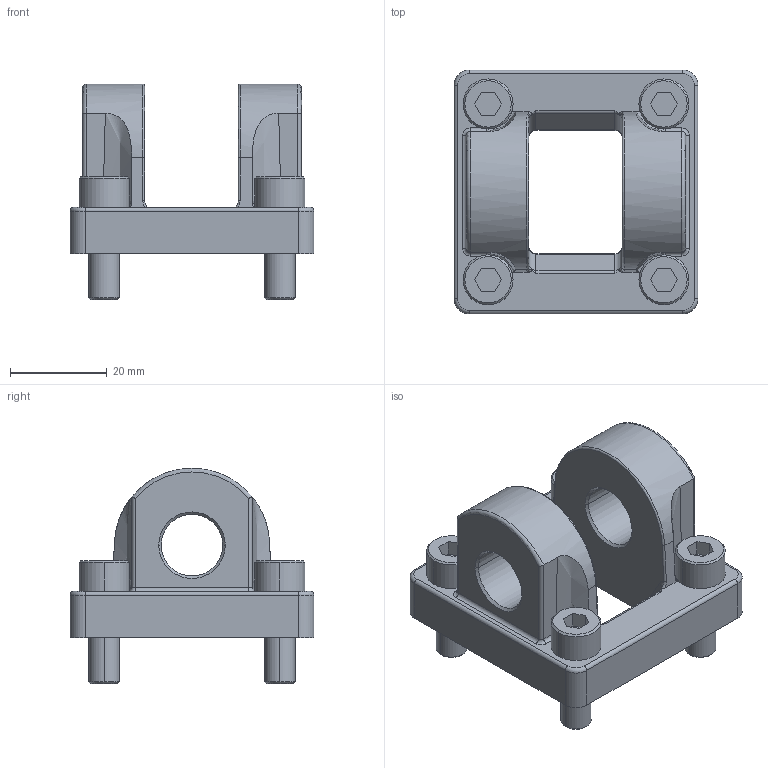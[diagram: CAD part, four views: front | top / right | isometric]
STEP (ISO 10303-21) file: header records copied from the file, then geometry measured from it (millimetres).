
FILE_DESCRIPTION (( 'STEP AP203' ), '1' );
FILE_NAME ('D2SPC-1.step', '2020-09-03T19:33:46', ( '' ), ( '' ), 'SwSTEP 2.0', 'SolidWorks 2019', '' );
FILE_SCHEMA (( 'CONFIG_CONTROL_DESIGN' ));
Length unit declared in the file: inch
Products named in the file (1): D2SPC-1
Bounding box: 50.29 x 50.29 x 44.45 mm (x, y, z)
Volume: 34627 mm3; surface area: 14447.1 mm2
Topology: 5 solids, 5 shells, 182 faces, 424 edges, 260 vertices
Faces by surface type: cylinder 64, plane 62, cone 24, torus 20, bspline 12
Entity records: 5839 total; most frequent: CARTESIAN_POINT 1583, DIRECTION 894, ORIENTED_EDGE 848, EDGE_CURVE 424, AXIS2_PLACEMENT_3D 339, VERTEX_POINT 260, LINE 216, VECTOR 216
